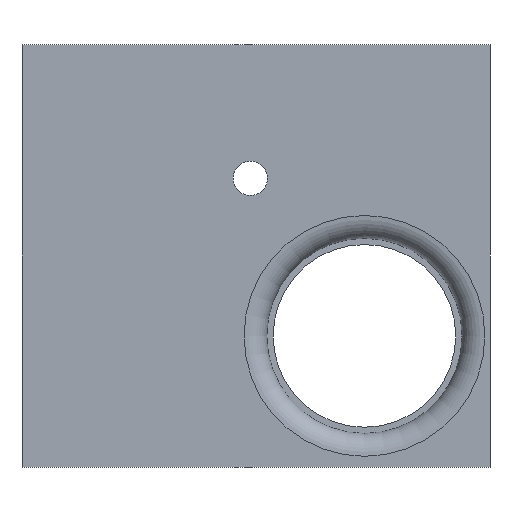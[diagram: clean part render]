
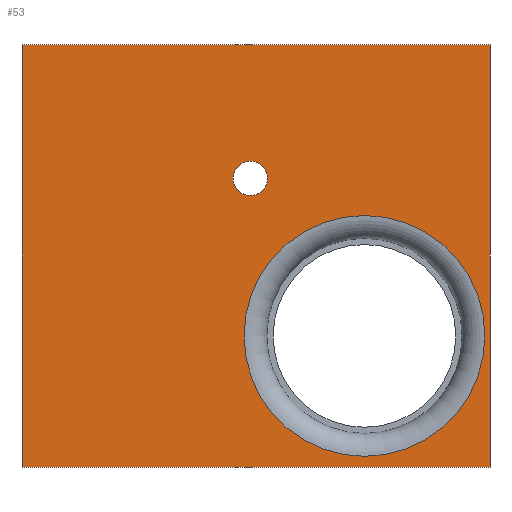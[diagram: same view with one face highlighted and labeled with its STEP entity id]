
A CAD part, front view. The second image highlights one B-rep face of the part: STEP entity #53.
In plain terms, the highlighted planar face has unit normal (0, -1, 0).
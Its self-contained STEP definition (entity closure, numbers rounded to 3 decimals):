
#53=ADVANCED_FACE('',(#65,#67,#69),#71,.F.);
#65=FACE_BOUND('',#66,.T.);
#66=EDGE_LOOP('',(#169,#170,#171,#172));
#67=FACE_BOUND('',#68,.T.);
#68=EDGE_LOOP('',(#173));
#69=FACE_BOUND('',#70,.T.);
#70=EDGE_LOOP('',(#174));
#71=PLANE('',#72);
#72=AXIS2_PLACEMENT_3D('',#73,#74,#75);
#73=CARTESIAN_POINT('',(0.,-6.,0.));
#74=DIRECTION('',(0.,1.,0.));
#75=DIRECTION('',(-1.,0.,0.));
#169=ORIENTED_EDGE('',*,*,#209,.F.);
#170=ORIENTED_EDGE('',*,*,#210,.F.);
#171=ORIENTED_EDGE('',*,*,#211,.F.);
#172=ORIENTED_EDGE('',*,*,#212,.F.);
#173=ORIENTED_EDGE('',*,*,#213,.F.);
#174=ORIENTED_EDGE('',*,*,#214,.F.);
#209=EDGE_CURVE('',#229,#230,#231,.T.);
#210=EDGE_CURVE('',#232,#229,#233,.T.);
#211=EDGE_CURVE('',#234,#232,#235,.T.);
#212=EDGE_CURVE('',#230,#234,#236,.T.);
#213=EDGE_CURVE('',#237,#237,#238,.F.);
#214=EDGE_CURVE('',#239,#239,#240,.F.);
#229=VERTEX_POINT('',#265);
#230=VERTEX_POINT('',#266);
#231=LINE('',#267,#268);
#232=VERTEX_POINT('',#270);
#233=LINE('',#271,#272);
#234=VERTEX_POINT('',#274);
#235=LINE('',#275,#276);
#236=LINE('',#278,#279);
#237=VERTEX_POINT('',#281);
#238=CIRCLE('',#282,1.5);
#239=VERTEX_POINT('',#286);
#240=CIRCLE('',#287,10.55);
#265=CARTESIAN_POINT('',(-30.,-6.,-11.5));
#266=CARTESIAN_POINT('',(-30.,-6.,25.5));
#267=CARTESIAN_POINT('',(-30.,-6.,-11.5));
#268=VECTOR('',#269,1.);
#269=DIRECTION('',(0.,0.,1.));
#270=CARTESIAN_POINT('',(11.,-6.,-11.5));
#271=CARTESIAN_POINT('',(11.,-6.,-11.5));
#272=VECTOR('',#273,1.);
#273=DIRECTION('',(-1.,0.,0.));
#274=CARTESIAN_POINT('',(11.,-6.,25.5));
#275=CARTESIAN_POINT('',(11.,-6.,25.5));
#276=VECTOR('',#277,1.);
#277=DIRECTION('',(0.,0.,-1.));
#278=CARTESIAN_POINT('',(-30.,-6.,25.5));
#279=VECTOR('',#280,1.);
#280=DIRECTION('',(1.,0.,0.));
#281=CARTESIAN_POINT('',(-11.5,-6.,13.8));
#282=AXIS2_PLACEMENT_3D('',#283,#284,#285);
#283=CARTESIAN_POINT('',(-10.,-6.,13.8));
#284=DIRECTION('',(0.,1.,0.));
#285=DIRECTION('',(-1.,0.,0.));
#286=CARTESIAN_POINT('',(-10.55,-6.,0.));
#287=AXIS2_PLACEMENT_3D('',#288,#289,#290);
#288=CARTESIAN_POINT('',(0.,-6.,0.));
#289=DIRECTION('',(0.,1.,0.));
#290=DIRECTION('',(-1.,0.,0.));
